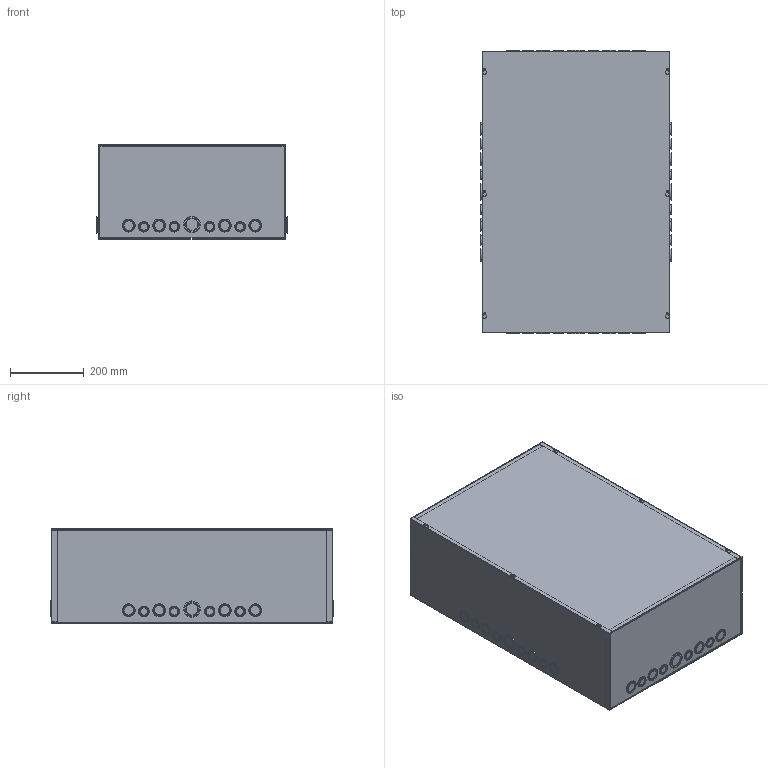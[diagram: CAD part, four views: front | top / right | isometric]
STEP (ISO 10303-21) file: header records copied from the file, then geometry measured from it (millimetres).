
FILE_DESCRIPTION (( 'STEP AP203' ), '1' );
FILE_NAME ('CSKO302010_Default.step', '2019-11-13T16:41:21', ( '' ), ( '' ), 'SwSTEP 2.0', 'SolidWorks 2019', '' );
FILE_SCHEMA (( 'CONFIG_CONTROL_DESIGN' ));
Length unit declared in the file: inch
Products named in the file (1): CSKO302010_Default
Bounding box: 513.94 x 767.94 x 255.45 mm (x, y, z)
Volume: 2143350.4 mm3; surface area: 2975142.2 mm2
Topology: 4 solids, 4 shells, 653 faces, 1454 edges, 958 vertices
Faces by surface type: cylinder 372, plane 273, bspline 4, cone 4
Entity records: 18793 total; most frequent: DIRECTION 3508, CARTESIAN_POINT 3334, ORIENTED_EDGE 2908, EDGE_CURVE 1454, AXIS2_PLACEMENT_3D 1408, VERTEX_POINT 958, EDGE_LOOP 844, CIRCLE 758
